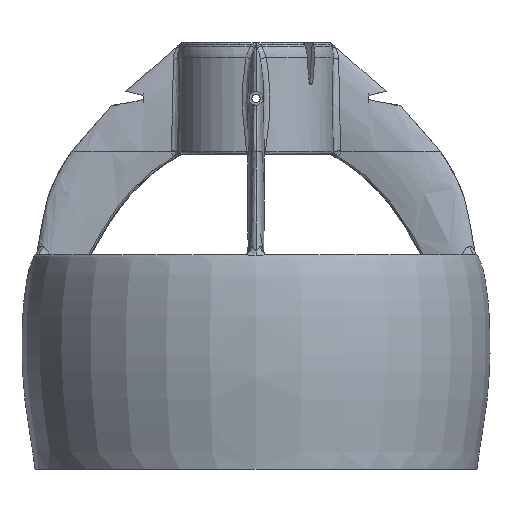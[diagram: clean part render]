
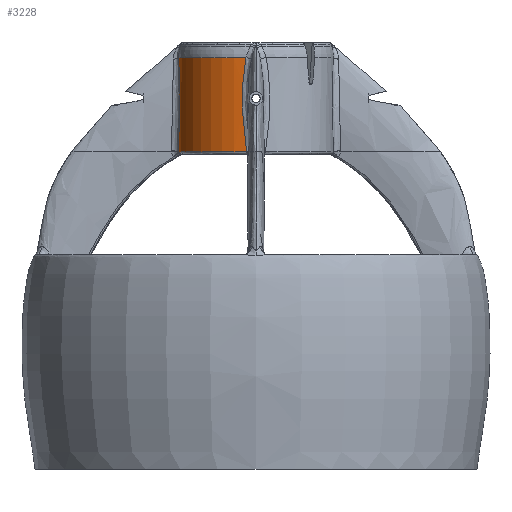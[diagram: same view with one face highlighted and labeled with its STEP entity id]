
A CAD part, front view. The second image highlights one B-rep face of the part: STEP entity #3228.
In plain terms, the highlighted cylindrical face has radius 34 mm (diameter 68 mm), a partial arc.
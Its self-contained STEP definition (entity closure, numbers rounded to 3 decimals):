
#37=CYLINDRICAL_SURFACE('',#3379,34.);
#114=(
BOUNDED_CURVE()
B_SPLINE_CURVE(3,(#15161,#15162,#15163,#15164),.UNSPECIFIED.,.F.,.F.)
B_SPLINE_CURVE_WITH_KNOTS((4,4),(4.147,4.15),
 .PIECEWISE_BEZIER_KNOTS.)
CURVE()
GEOMETRIC_REPRESENTATION_ITEM()
RATIONAL_B_SPLINE_CURVE((1.,1.,1.,1.))
REPRESENTATION_ITEM('')
);
#115=(
BOUNDED_CURVE()
B_SPLINE_CURVE(3,(#15248,#15249,#15250,#15251),.UNSPECIFIED.,.F.,.F.)
B_SPLINE_CURVE_WITH_KNOTS((4,4),(0.,0.003),
 .PIECEWISE_BEZIER_KNOTS.)
CURVE()
GEOMETRIC_REPRESENTATION_ITEM()
RATIONAL_B_SPLINE_CURVE((1.,1.,1.,1.))
REPRESENTATION_ITEM('')
);
#378=B_SPLINE_CURVE_WITH_KNOTS('',3,(#15166,#15167,#15168,#15169,#15170,
#15171,#15172,#15173,#15174,#15175,#15176,#15177,#15178,#15179,#15180,#15181,
#15182,#15183,#15184,#15185,#15186,#15187,#15188,#15189,#15190,#15191,#15192,
#15193,#15194,#15195,#15196,#15197,#15198,#15199,#15200,#15201,#15202,#15203,
#15204,#15205),.UNSPECIFIED.,.F.,.F.,(4,1,1,1,1,1,1,1,1,1,1,1,1,1,1,1,1,
1,1,1,1,1,1,1,1,1,1,1,1,1,1,1,1,1,1,1,1,4),(0.,0.031,0.063,0.07,
0.078,0.082,0.086,0.094,0.109,0.125,0.141,0.156,0.188,
0.219,0.234,0.25,0.266,0.281,0.313,0.375,0.438,0.5,0.625,0.688,
0.719,0.75,0.781,0.813,0.844,0.859,0.875,0.891,0.906,0.922,
0.938,0.953,0.969,1.),.UNSPECIFIED.);
#379=B_SPLINE_CURVE_WITH_KNOTS('',3,(#15209,#15210,#15211,#15212,#15213,
#15214,#15215,#15216,#15217,#15218,#15219,#15220,#15221,#15222,#15223,#15224,
#15225,#15226,#15227,#15228,#15229,#15230,#15231,#15232,#15233,#15234,#15235,
#15236,#15237,#15238,#15239,#15240,#15241,#15242,#15243,#15244,#15245,#15246),
 .UNSPECIFIED.,.F.,.F.,(4,1,1,1,1,1,1,1,1,1,1,1,1,1,1,1,1,1,1,1,1,1,1,1,
1,1,1,1,1,1,1,1,1,1,1,4),(0.,0.031,0.047,0.063,0.078,0.094,0.109,
0.125,0.141,0.156,0.188,0.203,0.219,0.25,0.313,0.375,0.5,0.563,
0.625,0.688,0.719,0.75,0.781,0.797,0.813,0.828,0.844,0.859,
0.867,0.875,0.883,0.891,0.906,0.938,0.969,1.),
 .UNSPECIFIED.);
#1211=ORIENTED_EDGE('',*,*,#2031,.F.);
#1212=ORIENTED_EDGE('',*,*,#2032,.F.);
#1213=ORIENTED_EDGE('',*,*,#2033,.F.);
#1214=ORIENTED_EDGE('',*,*,#2034,.F.);
#1215=ORIENTED_EDGE('',*,*,#2035,.F.);
#1216=ORIENTED_EDGE('',*,*,#1938,.F.);
#1938=EDGE_CURVE('',#2402,#2403,#2608,.T.);
#2031=EDGE_CURVE('',#2452,#2402,#114,.T.);
#2032=EDGE_CURVE('',#2453,#2452,#378,.F.);
#2033=EDGE_CURVE('',#2454,#2453,#2619,.T.);
#2034=EDGE_CURVE('',#2455,#2454,#379,.F.);
#2035=EDGE_CURVE('',#2403,#2455,#115,.T.);
#2402=VERTEX_POINT('',#11565);
#2403=VERTEX_POINT('',#11567);
#2452=VERTEX_POINT('',#15160);
#2453=VERTEX_POINT('',#15206);
#2454=VERTEX_POINT('',#15208);
#2455=VERTEX_POINT('',#15247);
#2608=CIRCLE('',#3361,34.);
#2619=CIRCLE('',#3380,34.);
#2760=EDGE_LOOP('',(#1211,#1212,#1213,#1214,#1215,#1216));
#2986=FACE_BOUND('',#2760,.T.);
#3228=ADVANCED_FACE('',(#2986),#37,.T.);
#3361=AXIS2_PLACEMENT_3D('',#11566,#3504,#3505);
#3379=AXIS2_PLACEMENT_3D('',#15165,#3540,#3541);
#3380=AXIS2_PLACEMENT_3D('',#15207,#3542,#3543);
#3504=DIRECTION('',(0.,0.,-1.));
#3505=DIRECTION('',(-0.707,-0.707,0.));
#3540=DIRECTION('',(0.,0.,-1.));
#3541=DIRECTION('',(1.,0.,0.));
#3542=DIRECTION('',(0.,0.,1.));
#3543=DIRECTION('',(-0.707,-0.707,0.));
#11565=CARTESIAN_POINT('',(-4.112,-233.75,133.389));
#11566=CARTESIAN_POINT('',(0.,-200.,133.389));
#11567=CARTESIAN_POINT('',(-33.75,-204.112,133.389));
#15160=CARTESIAN_POINT('',(-4.116,-233.75,133.415));
#15161=CARTESIAN_POINT('',(-4.116,-233.75,133.415));
#15162=CARTESIAN_POINT('',(-4.114,-233.75,133.407));
#15163=CARTESIAN_POINT('',(-4.113,-233.75,133.398));
#15164=CARTESIAN_POINT('',(-4.112,-233.75,133.389));
#15165=CARTESIAN_POINT('',(0.,-200.,132.389));
#15166=CARTESIAN_POINT('',(-4.116,-233.75,133.415));
#15167=CARTESIAN_POINT('',(-4.194,-233.74,133.948));
#15168=CARTESIAN_POINT('',(-4.337,-233.722,134.932));
#15169=CARTESIAN_POINT('',(-4.471,-233.705,135.865));
#15170=CARTESIAN_POINT('',(-4.547,-233.695,136.408));
#15171=CARTESIAN_POINT('',(-4.579,-233.69,136.629));
#15172=CARTESIAN_POINT('',(-4.6,-233.687,136.781));
#15173=CARTESIAN_POINT('',(-4.629,-233.683,136.993));
#15174=CARTESIAN_POINT('',(-4.684,-233.676,137.389));
#15175=CARTESIAN_POINT('',(-4.758,-233.665,137.931));
#15176=CARTESIAN_POINT('',(-4.836,-233.654,138.515));
#15177=CARTESIAN_POINT('',(-4.93,-233.641,139.234));
#15178=CARTESIAN_POINT('',(-5.042,-233.624,140.124));
#15179=CARTESIAN_POINT('',(-5.174,-233.604,141.223));
#15180=CARTESIAN_POINT('',(-5.291,-233.586,142.268));
#15181=CARTESIAN_POINT('',(-5.376,-233.572,143.089));
#15182=CARTESIAN_POINT('',(-5.434,-233.563,143.667));
#15183=CARTESIAN_POINT('',(-5.496,-233.553,144.326));
#15184=CARTESIAN_POINT('',(-5.572,-233.54,145.178));
#15185=CARTESIAN_POINT('',(-5.692,-233.52,146.684));
#15186=CARTESIAN_POINT('',(-5.828,-233.497,148.861));
#15187=CARTESIAN_POINT('',(-5.932,-233.479,151.386));
#15188=CARTESIAN_POINT('',(-6.005,-233.465,154.926));
#15189=CARTESIAN_POINT('',(-5.981,-233.47,158.313));
#15190=CARTESIAN_POINT('',(-5.874,-233.489,161.414));
#15191=CARTESIAN_POINT('',(-5.787,-233.504,163.134));
#15192=CARTESIAN_POINT('',(-5.712,-233.517,164.366));
#15193=CARTESIAN_POINT('',(-5.613,-233.534,165.735));
#15194=CARTESIAN_POINT('',(-5.502,-233.552,167.031));
#15195=CARTESIAN_POINT('',(-5.399,-233.569,168.09));
#15196=CARTESIAN_POINT('',(-5.309,-233.583,168.934));
#15197=CARTESIAN_POINT('',(-5.242,-233.594,169.523));
#15198=CARTESIAN_POINT('',(-5.154,-233.607,170.245));
#15199=CARTESIAN_POINT('',(-5.067,-233.62,170.89));
#15200=CARTESIAN_POINT('',(-4.975,-233.634,171.524));
#15201=CARTESIAN_POINT('',(-4.884,-233.647,172.093));
#15202=CARTESIAN_POINT('',(-4.77,-233.664,172.746));
#15203=CARTESIAN_POINT('',(-4.611,-233.686,173.585));
#15204=CARTESIAN_POINT('',(-4.477,-233.704,174.22));
#15205=CARTESIAN_POINT('',(-4.382,-233.716,174.64));
#15206=CARTESIAN_POINT('',(-4.382,-233.716,174.64));
#15207=CARTESIAN_POINT('',(0.,-200.,174.64));
#15208=CARTESIAN_POINT('',(-33.716,-204.382,174.64));
#15209=CARTESIAN_POINT('',(-33.716,-204.382,174.64));
#15210=CARTESIAN_POINT('',(-33.704,-204.477,174.222));
#15211=CARTESIAN_POINT('',(-33.686,-204.611,173.589));
#15212=CARTESIAN_POINT('',(-33.664,-204.77,172.749));
#15213=CARTESIAN_POINT('',(-33.647,-204.884,172.093));
#15214=CARTESIAN_POINT('',(-33.634,-204.975,171.52));
#15215=CARTESIAN_POINT('',(-33.62,-205.068,170.886));
#15216=CARTESIAN_POINT('',(-33.607,-205.154,170.242));
#15217=CARTESIAN_POINT('',(-33.593,-205.242,169.524));
#15218=CARTESIAN_POINT('',(-33.583,-205.309,168.935));
#15219=CARTESIAN_POINT('',(-33.568,-205.4,168.083));
#15220=CARTESIAN_POINT('',(-33.555,-205.485,167.207));
#15221=CARTESIAN_POINT('',(-33.542,-205.561,166.326));
#15222=CARTESIAN_POINT('',(-33.531,-205.629,165.485));
#15223=CARTESIAN_POINT('',(-33.512,-205.74,163.941));
#15224=CARTESIAN_POINT('',(-33.492,-205.858,161.834));
#15225=CARTESIAN_POINT('',(-33.469,-205.985,158.329));
#15226=CARTESIAN_POINT('',(-33.465,-206.008,154.906));
#15227=CARTESIAN_POINT('',(-33.479,-205.93,151.419));
#15228=CARTESIAN_POINT('',(-33.498,-205.823,148.861));
#15229=CARTESIAN_POINT('',(-33.521,-205.686,146.662));
#15230=CARTESIAN_POINT('',(-33.544,-205.551,144.951));
#15231=CARTESIAN_POINT('',(-33.562,-205.437,143.679));
#15232=CARTESIAN_POINT('',(-33.58,-205.33,142.623));
#15233=CARTESIAN_POINT('',(-33.594,-205.236,141.768));
#15234=CARTESIAN_POINT('',(-33.607,-205.157,141.083));
#15235=CARTESIAN_POINT('',(-33.617,-205.091,140.532));
#15236=CARTESIAN_POINT('',(-33.629,-205.012,139.901));
#15237=CARTESIAN_POINT('',(-33.639,-204.942,139.348));
#15238=CARTESIAN_POINT('',(-33.647,-204.883,138.9));
#15239=CARTESIAN_POINT('',(-33.655,-204.832,138.514));
#15240=CARTESIAN_POINT('',(-33.659,-204.801,138.275));
#15241=CARTESIAN_POINT('',(-33.667,-204.75,137.895));
#15242=CARTESIAN_POINT('',(-33.679,-204.66,137.232));
#15243=CARTESIAN_POINT('',(-33.699,-204.517,136.205));
#15244=CARTESIAN_POINT('',(-33.724,-204.328,134.873));
#15245=CARTESIAN_POINT('',(-33.741,-204.188,133.913));
#15246=CARTESIAN_POINT('',(-33.75,-204.116,133.415));
#15247=CARTESIAN_POINT('',(-33.75,-204.116,133.415));
#15248=CARTESIAN_POINT('',(-33.75,-204.112,133.389));
#15249=CARTESIAN_POINT('',(-33.75,-204.113,133.398));
#15250=CARTESIAN_POINT('',(-33.75,-204.114,133.407));
#15251=CARTESIAN_POINT('',(-33.75,-204.116,133.415));
